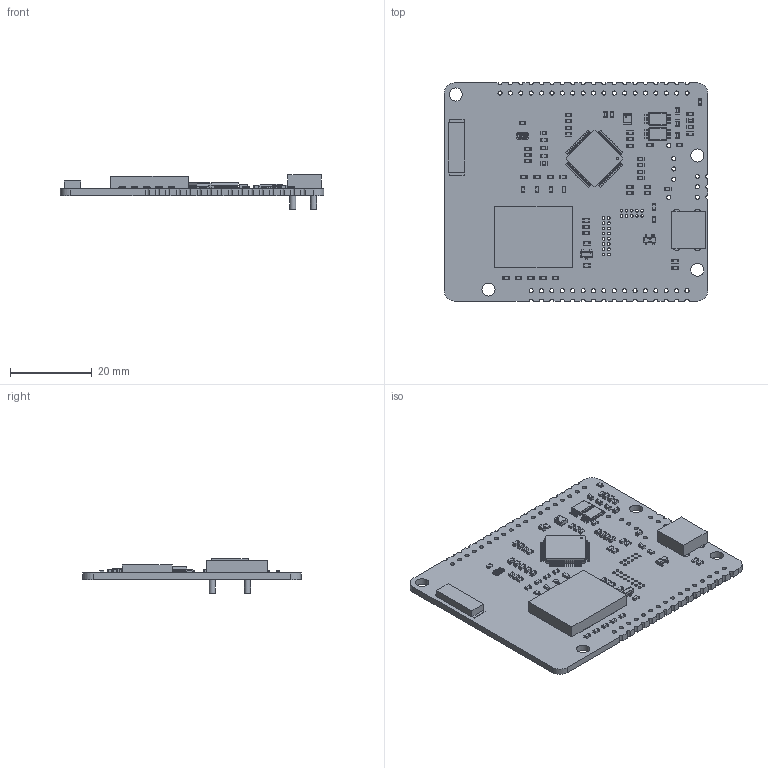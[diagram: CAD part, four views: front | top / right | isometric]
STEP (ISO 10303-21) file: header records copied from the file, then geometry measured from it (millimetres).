
FILE_DESCRIPTION(('KiCad electronic assembly'),'2;1');
FILE_NAME('cad_model.step','2024-10-24T10:26:11',('Pcbnew'),('Kicad'), 'Open CASCADE STEP processor 7.8','KiCad to STEP converter','Unknown' );
FILE_SCHEMA(('AUTOMOTIVE_DESIGN { 1 0 10303 214 1 1 1 1 }'));
Length unit declared in the file: millimetre
Products named in the file (32): cad_model 1; R_0603_1608Metric; C_0603_1608Metric; CSL1901YW1; ASSEMBLY; CSL1901UW1; BP35C5; TPS2115APW; PW0008A_ASM; BLM18PG471SN1D; BLM18EG601SN1D; XCL103D503CR-G; XCL222B281ER-G; CSL1901MW1; R7FA4M1AB3CFM#AA0; R7FA6E2BB3CFM#BA0; BSS138; PRTR5V0U2X,215; SOT143B step; EVP-BB2A9B000; root; ANT1204F005R0915A; CX90B2-24P; _autosave-balsun_PCB
Assembly tree (85 placements, depth 3):
  cad_model 1
    R_0603_1608Metric  x34
      R_0603_1608Metric
    C_0603_1608Metric  x18
      C_0603_1608Metric
    CSL1901YW1
      ASSEMBLY
    CSL1901UW1
      CSL1901UW1
    BP35C5
      ASSEMBLY
    TPS2115APW  x2
      PW0008A_ASM
    BLM18PG471SN1D  x2
      BLM18EG601SN1D
    XCL103D503CR-G
      XCL222B281ER-G
    CSL1901MW1  x3
      CSL1901MW1
    R7FA4M1AB3CFM#AA0
      R7FA6E2BB3CFM#BA0
    BSS138
      ASSEMBLY
    PRTR5V0U2X,215
      SOT143B step
    EVP-BB2A9B000
      root
    ANT1204F005R0915A
      ASSEMBLY
    CX90B2-24P
      ASSEMBLY
    _autosave-balsun_PCB
Bounding box: 64.42 x 53.34 x 8.42 mm (x, y, z)
Volume: 6787.1 mm3; surface area: 9693.5 mm2
Topology: 191 solids, 191 shells, 4009 faces, 10144 edges, 6536 vertices
Faces by surface type: plane 2787, cylinder 1163, sphere 48, torus 7, bspline 4
Full cylindrical faces by diameter (mm): 0.166 x1, 0.5 x1, 0.65 x26, 1 x41, 1.02 x2, 1.51 x4, 3.2 x4
Entity records: 78971 total; most frequent: CARTESIAN_POINT 12534, DIRECTION 11814, ORIENTED_EDGE 11660, EDGE_CURVE 5830, LINE 4560, VECTOR 4560, VERTEX_POINT 3748, AXIS2_PLACEMENT_3D 3627
